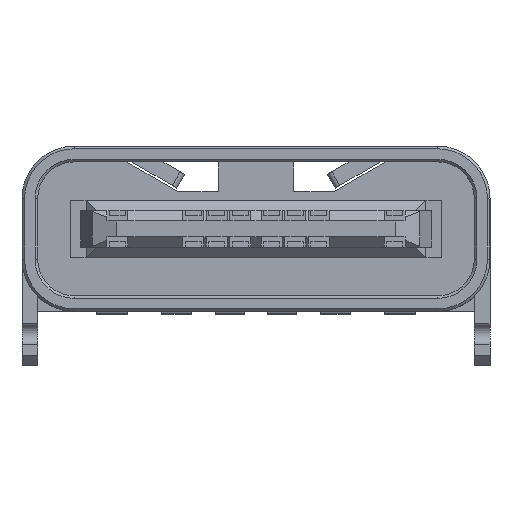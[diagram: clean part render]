
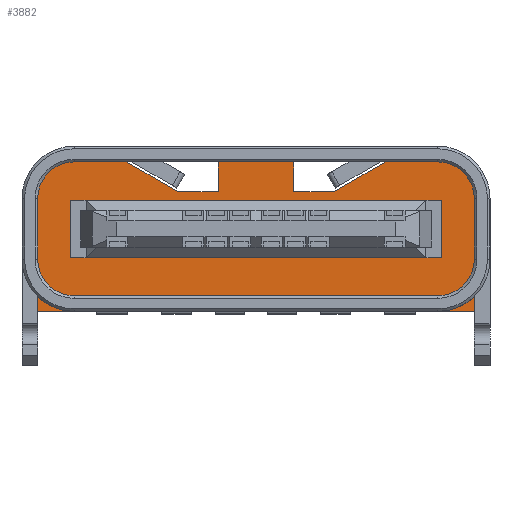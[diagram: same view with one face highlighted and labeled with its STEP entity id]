
A CAD part, front view. The second image highlights one B-rep face of the part: STEP entity #3882.
In plain terms, the highlighted planar face has unit normal (0, -1, 0).
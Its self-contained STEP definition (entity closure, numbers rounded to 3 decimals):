
#1082=DIRECTION('',(1.,0.,0.));
#1083=VECTOR('',#1082,7.1);
#1084=CARTESIAN_POINT('',(-3.55,0.725,
2.17));
#1085=LINE('',#1084,#1083);
#1086=DIRECTION('',(0.,0.,1.));
#1087=VECTOR('',#1086,1.1);
#1088=CARTESIAN_POINT('',(-3.55,0.725,
1.07));
#1089=LINE('',#1088,#1087);
#1090=DIRECTION('',(-1.,0.,0.));
#1091=VECTOR('',#1090,7.1);
#1092=CARTESIAN_POINT('',(3.55,0.725,1.07));
#1093=LINE('',#1092,#1091);
#1094=DIRECTION('',(-0.864,0.,-0.504));
#1095=VECTOR('',#1094,1.125);
#1096=CARTESIAN_POINT('',(2.473,0.725,2.9));
#1097=LINE('',#1096,#1095);
#1098=CARTESIAN_POINT('',(3.475,0.725,2.2));
#1099=DIRECTION('',(0.,-1.,0.));
#1100=DIRECTION('',(1.,0.,0.));
#1101=AXIS2_PLACEMENT_3D('',#1098,#1099,#1100);
#1103=DIRECTION('',(1.,0.,0.));
#1104=VECTOR('',#1103,8.35);
#1105=CARTESIAN_POINT('',(-4.175,0.725,
0.04));
#1106=LINE('',#1105,#1104);
#1107=DIRECTION('',(0.,0.,-1.));
#1108=VECTOR('',#1107,2.16);
#1109=CARTESIAN_POINT('',(-4.175,0.725,
2.2));
#1110=LINE('',#1109,#1108);
#1111=CARTESIAN_POINT('',(-3.475,0.725,
2.2));
#1112=DIRECTION('',(0.,-1.,0.));
#1113=DIRECTION('',(0.,0.,1.));
#1114=AXIS2_PLACEMENT_3D('',#1111,#1112,#1113);
#1116=DIRECTION('',(-1.,0.,0.));
#1117=VECTOR('',#1116,1.002);
#1118=CARTESIAN_POINT('',(-2.473,0.725,
2.9));
#1119=LINE('',#1118,#1117);
#1120=DIRECTION('',(-0.864,0.,0.504));
#1121=VECTOR('',#1120,1.125);
#1122=CARTESIAN_POINT('',(-1.502,0.725,
2.333));
#1123=LINE('',#1122,#1121);
#1124=DIRECTION('',(-1.,0.,0.));
#1125=VECTOR('',#1124,0.782);
#1126=CARTESIAN_POINT('',(-0.72,0.725,
2.333));
#1127=LINE('',#1126,#1125);
#1128=DIRECTION('',(0.,0.,-1.));
#1129=VECTOR('',#1128,0.567);
#1130=CARTESIAN_POINT('',(-0.72,0.725,
2.9));
#1131=LINE('',#1130,#1129);
#1132=DIRECTION('',(-1.,0.,0.));
#1133=VECTOR('',#1132,1.439);
#1134=CARTESIAN_POINT('',(0.72,0.725,
2.9));
#1135=LINE('',#1134,#1133);
#1753=DIRECTION('',(0.,0.,1.));
#1754=VECTOR('',#1753,1.1);
#1755=CARTESIAN_POINT('',(3.55,0.725,1.07));
#1756=LINE('',#1755,#1754);
#1761=DIRECTION('',(0.,0.,-1.));
#1762=VECTOR('',#1761,0.567);
#1763=CARTESIAN_POINT('',(0.72,0.725,
2.9));
#1764=LINE('',#1763,#1762);
#1769=DIRECTION('',(1.,0.,0.));
#1770=VECTOR('',#1769,0.782);
#1771=CARTESIAN_POINT('',(0.72,0.725,
2.333));
#1772=LINE('',#1771,#1770);
#1781=DIRECTION('',(1.,0.,0.));
#1782=VECTOR('',#1781,1.002);
#1783=CARTESIAN_POINT('',(2.473,0.725,2.9));
#1784=LINE('',#1783,#1782);
#1797=DIRECTION('',(0.,0.,-1.));
#1798=VECTOR('',#1797,2.16);
#1799=CARTESIAN_POINT('',(4.175,0.725,2.2));
#1800=LINE('',#1799,#1798);
#2145=CARTESIAN_POINT('',(-3.55,0.725,
2.17));
#2146=CARTESIAN_POINT('',(3.55,0.725,2.17));
#2147=VERTEX_POINT('',#2145);
#2148=VERTEX_POINT('',#2146);
#2149=CARTESIAN_POINT('',(3.55,0.725,1.07));
#2150=VERTEX_POINT('',#2149);
#2151=CARTESIAN_POINT('',(-3.55,0.725,
1.07));
#2152=VERTEX_POINT('',#2151);
#2153=CARTESIAN_POINT('',(0.72,0.725,
2.9));
#2154=CARTESIAN_POINT('',(0.72,0.725,
2.333));
#2155=VERTEX_POINT('',#2153);
#2156=VERTEX_POINT('',#2154);
#2157=CARTESIAN_POINT('',(-0.72,0.725,
2.9));
#2158=VERTEX_POINT('',#2157);
#2159=CARTESIAN_POINT('',(-0.72,0.725,
2.333));
#2160=VERTEX_POINT('',#2159);
#2161=CARTESIAN_POINT('',(-1.502,0.725,
2.333));
#2162=VERTEX_POINT('',#2161);
#2163=CARTESIAN_POINT('',(-2.473,0.725,
2.9));
#2164=VERTEX_POINT('',#2163);
#2165=CARTESIAN_POINT('',(-3.475,0.725,
2.9));
#2166=VERTEX_POINT('',#2165);
#2167=CARTESIAN_POINT('',(-4.175,0.725,
2.2));
#2168=VERTEX_POINT('',#2167);
#2169=CARTESIAN_POINT('',(-4.175,0.725,
0.04));
#2170=VERTEX_POINT('',#2169);
#2171=CARTESIAN_POINT('',(4.175,0.725,
0.04));
#2172=VERTEX_POINT('',#2171);
#2173=CARTESIAN_POINT('',(4.175,0.725,2.2));
#2174=VERTEX_POINT('',#2173);
#2175=CARTESIAN_POINT('',(3.475,0.725,2.9));
#2176=VERTEX_POINT('',#2175);
#2177=CARTESIAN_POINT('',(2.473,0.725,2.9));
#2178=VERTEX_POINT('',#2177);
#2179=CARTESIAN_POINT('',(1.502,0.725,2.333));
#2180=VERTEX_POINT('',#2179);
#3838=CARTESIAN_POINT('',(-4.175,0.725,
11.358));
#3839=DIRECTION('',(0.,-1.,0.));
#3840=DIRECTION('',(0.,0.,1.));
#3841=AXIS2_PLACEMENT_3D('',#3838,#3839,#3840);
#3842=PLANE('',#3841);
#3844=ORIENTED_EDGE('',*,*,#3843,.T.);
#3846=ORIENTED_EDGE('',*,*,#3845,.T.);
#3848=ORIENTED_EDGE('',*,*,#3847,.F.);
#3850=ORIENTED_EDGE('',*,*,#3849,.T.);
#3852=ORIENTED_EDGE('',*,*,#3851,.F.);
#3854=ORIENTED_EDGE('',*,*,#3853,.T.);
#3856=ORIENTED_EDGE('',*,*,#3855,.F.);
#3858=ORIENTED_EDGE('',*,*,#3857,.F.);
#3860=ORIENTED_EDGE('',*,*,#3859,.F.);
#3862=ORIENTED_EDGE('',*,*,#3861,.F.);
#3864=ORIENTED_EDGE('',*,*,#3863,.F.);
#3866=ORIENTED_EDGE('',*,*,#3865,.F.);
#3868=ORIENTED_EDGE('',*,*,#3867,.F.);
#3870=ORIENTED_EDGE('',*,*,#3869,.F.);
#3871=EDGE_LOOP('',(#3844,#3846,#3848,#3850,#3852,#3854,#3856,#3858,#3860,#3862,
#3864,#3866,#3868,#3870));
#3872=FACE_OUTER_BOUND('',#3871,.F.);
#3874=ORIENTED_EDGE('',*,*,#3873,.F.);
#3876=ORIENTED_EDGE('',*,*,#3875,.F.);
#3877=ORIENTED_EDGE('',*,*,#3824,.F.);
#3879=ORIENTED_EDGE('',*,*,#3878,.T.);
#3880=EDGE_LOOP('',(#3874,#3876,#3877,#3879));
#3881=FACE_BOUND('',#3880,.F.);
#3882=ADVANCED_FACE('',(#3872,#3881),#3842,.T.);
#1102=CIRCLE('',#1101,0.7);
#1115=CIRCLE('',#1114,0.7);
#3824=EDGE_CURVE('',#2150,#2152,#1093,.T.);
#3843=EDGE_CURVE('',#2155,#2156,#1764,.T.);
#3845=EDGE_CURVE('',#2156,#2180,#1772,.T.);
#3847=EDGE_CURVE('',#2178,#2180,#1097,.T.);
#3849=EDGE_CURVE('',#2178,#2176,#1784,.T.);
#3851=EDGE_CURVE('',#2174,#2176,#1102,.T.);
#3853=EDGE_CURVE('',#2174,#2172,#1800,.T.);
#3855=EDGE_CURVE('',#2170,#2172,#1106,.T.);
#3857=EDGE_CURVE('',#2168,#2170,#1110,.T.);
#3859=EDGE_CURVE('',#2166,#2168,#1115,.T.);
#3861=EDGE_CURVE('',#2164,#2166,#1119,.T.);
#3863=EDGE_CURVE('',#2162,#2164,#1123,.T.);
#3865=EDGE_CURVE('',#2160,#2162,#1127,.T.);
#3867=EDGE_CURVE('',#2158,#2160,#1131,.T.);
#3869=EDGE_CURVE('',#2155,#2158,#1135,.T.);
#3873=EDGE_CURVE('',#2147,#2148,#1085,.T.);
#3875=EDGE_CURVE('',#2152,#2147,#1089,.T.);
#3878=EDGE_CURVE('',#2150,#2148,#1756,.T.);
